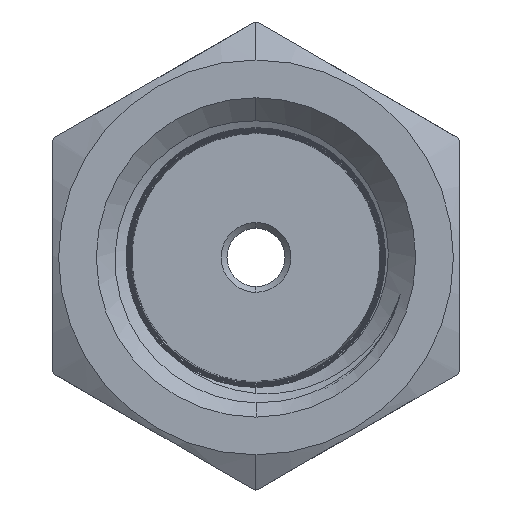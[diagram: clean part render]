
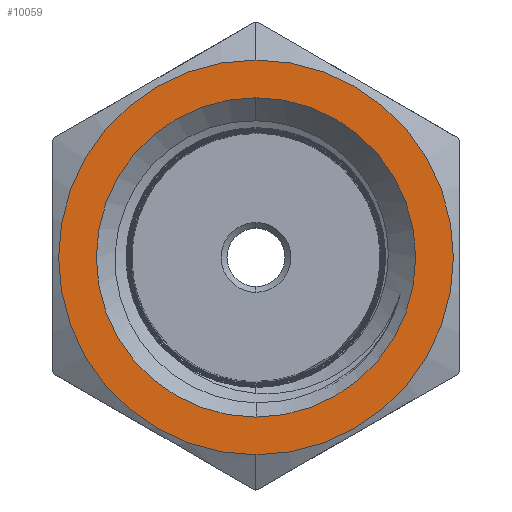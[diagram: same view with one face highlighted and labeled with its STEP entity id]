
A CAD part, front view. The second image highlights one B-rep face of the part: STEP entity #10059.
In plain terms, the highlighted planar face has unit normal (0, -1, 0).
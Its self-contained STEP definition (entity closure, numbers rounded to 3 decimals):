
#98 = EDGE_CURVE ( 'NONE', #2940, #1888, #9987, .T. ) ;
#213 = ORIENTED_EDGE ( 'NONE', *, *, #11938, .F. ) ;
#1355 = AXIS2_PLACEMENT_3D ( 'NONE', #7165, #13926, #8293 ) ;
#1457 = VERTEX_POINT ( 'NONE', #8220 ) ;
#1794 = CARTESIAN_POINT ( 'NONE',  ( 0., -10.64, 0. ) ) ;
#1860 = AXIS2_PLACEMENT_3D ( 'NONE', #6362, #14282, #7519 ) ;
#1879 = AXIS2_PLACEMENT_3D ( 'NONE', #6506, #14418, #7656 ) ;
#1888 = VERTEX_POINT ( 'NONE', #14638 ) ;
#2056 = CIRCLE ( 'NONE', #9580, 5.5 ) ;
#2158 = ORIENTED_EDGE ( 'NONE', *, *, #13633, .T. ) ;
#2940 = VERTEX_POINT ( 'NONE', #10421 ) ;
#2955 = DIRECTION ( 'NONE',  ( 0., 0., -1. ) ) ;
#3027 = FACE_BOUND ( 'NONE', #9099, .T. ) ;
#3424 = EDGE_LOOP ( 'NONE', ( #213, #6247 ) ) ;
#4531 = CIRCLE ( 'NONE', #1860, 5.5 ) ;
#4898 = DIRECTION ( 'NONE',  ( 0., 0., -1. ) ) ;
#4924 = EDGE_CURVE ( 'NONE', #13827, #1457, #2056, .T. ) ;
#6247 = ORIENTED_EDGE ( 'NONE', *, *, #98, .F. ) ;
#6362 = CARTESIAN_POINT ( 'NONE',  ( 0., -10.64, 0. ) ) ;
#6506 = CARTESIAN_POINT ( 'NONE',  ( 0., -10.64, 0. ) ) ;
#7165 = CARTESIAN_POINT ( 'NONE',  ( 0., -10.64, 0. ) ) ;
#7519 = DIRECTION ( 'NONE',  ( 0., 0., -1. ) ) ;
#7656 = DIRECTION ( 'NONE',  ( 0., 0., 1. ) ) ;
#8064 = ORIENTED_EDGE ( 'NONE', *, *, #4924, .T. ) ;
#8220 = CARTESIAN_POINT ( 'NONE',  ( 0., -10.64, 5.5 ) ) ;
#8293 = DIRECTION ( 'NONE',  ( 0., 0., 1. ) ) ;
#9099 = EDGE_LOOP ( 'NONE', ( #2158, #8064 ) ) ;
#9580 = AXIS2_PLACEMENT_3D ( 'NONE', #1794, #9766, #2955 ) ;
#9766 = DIRECTION ( 'NONE',  ( 0., 1., 0. ) ) ;
#9987 = CIRCLE ( 'NONE', #1355, 6.8 ) ;
#10059 = ADVANCED_FACE ( 'NONE', ( #3027, #12081 ), #11625, .T. ) ;
#10421 = CARTESIAN_POINT ( 'NONE',  ( 0., -10.64, -6.8 ) ) ;
#10541 = CARTESIAN_POINT ( 'NONE',  ( 0., -10.64, 0. ) ) ;
#11625 = PLANE ( 'NONE',  #12507 ) ;
#11672 = DIRECTION ( 'NONE',  ( 0., -1., 0. ) ) ;
#11938 = EDGE_CURVE ( 'NONE', #1888, #2940, #14698, .T. ) ;
#12081 = FACE_OUTER_BOUND ( 'NONE', #3424, .T. ) ;
#12507 = AXIS2_PLACEMENT_3D ( 'NONE', #10541, #11672, #4898 ) ;
#13633 = EDGE_CURVE ( 'NONE', #1457, #13827, #4531, .T. ) ;
#13827 = VERTEX_POINT ( 'NONE', #14716 ) ;
#13926 = DIRECTION ( 'NONE',  ( 0., 1., 0. ) ) ;
#14282 = DIRECTION ( 'NONE',  ( 0., 1., 0. ) ) ;
#14418 = DIRECTION ( 'NONE',  ( 0., 1., 0. ) ) ;
#14638 = CARTESIAN_POINT ( 'NONE',  ( 0., -10.64, 6.8 ) ) ;
#14698 = CIRCLE ( 'NONE', #1879, 6.8 ) ;
#14716 = CARTESIAN_POINT ( 'NONE',  ( 0., -10.64, -5.5 ) ) ;
